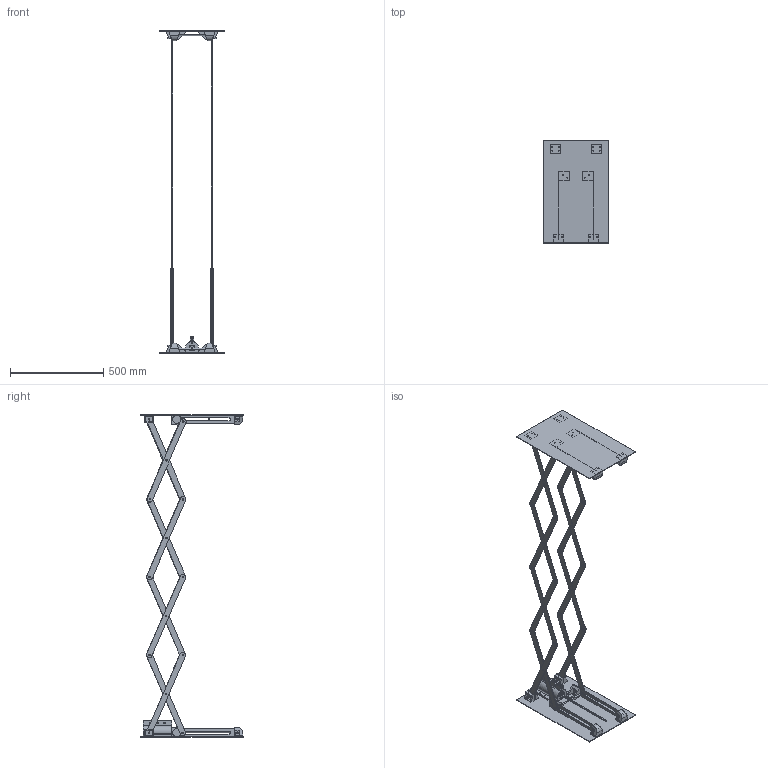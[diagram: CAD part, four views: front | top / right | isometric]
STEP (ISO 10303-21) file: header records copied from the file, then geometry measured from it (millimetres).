
FILE_DESCRIPTION(/* description */ (''),/* implementation_level */ '2;1');
FILE_NAME(/* name */ 'FINAL_SCISSOR.step',/* time_stamp */ '2025-12-06T20:29:59+05:30',/* author */ (''),/* organization */ (''),/* preprocessor_version */ 'ST-DEVELOPER v20.1',/* originating_system */ 'Autodesk Translation Framework v14.21.0.0',/* authorisation */ '');
FILE_SCHEMA (('AUTOMOTIVE_DESIGN { 1 0 10303 214 3 1 1 }'));
Length unit declared in the file: millimetre
Products named in the file (41): FINAL_SCISSOR; p1; SCISSOR_1; LINK; LINK_1; LINK_2; LINK_3; SCISSOR_1(Mirror); LINK v2(Mirror); LINK v2(Mirror)_1; LINK v2(Mirror)_2; LINK v2(Mirror)_3; SCISSOR_2; SCISSOR_2_1; SCISSOR_2_2; LINK_4; SCISSOR_2(Mirror); SCISSOR_2(Mirror)_1; SCISSOR_2(Mirror)_2; LINK v2(Mirror) (1); p1_1; m; SLOT; MOUNT2_FINAL; single_side_mount; Component3; m v1(Mirror); SLOT v1(Mirror); MOUNT2_FINAL v2(Mirror); Component3(Mirror); single_side_mount v1(Mirror); z_axis_motor_holder; motor RMCS-2081; Component1; Component2; Component3_1; Component4; Component5; Component6; Component7 ...
Assembly tree (60 placements, depth 4):
  FINAL_SCISSOR
    p1
      m
      SLOT
      MOUNT2_FINAL
      single_side_mount
      Component3
      m v1(Mirror)
      SLOT v1(Mirror)
      MOUNT2_FINAL v2(Mirror)
      Component3(Mirror)
      single_side_mount v1(Mirror)
    SCISSOR_1
      LINK
      LINK_1
      LINK_2
      LINK_3
    SCISSOR_1(Mirror)
      LINK v2(Mirror)
      LINK v2(Mirror)_1
      LINK v2(Mirror)_2
      LINK v2(Mirror)_3
    SCISSOR_2
      LINK_4  x2
    SCISSOR_2_1
      LINK_4  x2
    SCISSOR_2_2
      LINK_4  x2
    SCISSOR_2(Mirror)
      LINK v2(Mirror) (1)  x2
    SCISSOR_2(Mirror)_1
      LINK v2(Mirror) (1)  x2
    SCISSOR_2(Mirror)_2
      LINK v2(Mirror) (1)  x2
    p1_1
      m
      SLOT
      MOUNT2_FINAL
      single_side_mount
      Component3
      m v1(Mirror)
      SLOT v1(Mirror)
      MOUNT2_FINAL v2(Mirror)
      Component3(Mirror)
      single_side_mount v1(Mirror)
    z_axis_motor_holder
      motor RMCS-2081
        Component1
        Component2
        Component3_1
        Component4
        Component5
        Component6
        Component7
      Holder
Bounding box: 350 x 550 x 1735.86 mm (x, y, z)
Volume: 3450202.6 mm3; surface area: 1894013.6 mm2
Topology: 51 solids, 51 shells, 827 faces, 2114 edges, 1392 vertices
Faces by surface type: plane 456, cylinder 362, torus 5, cone 4
Full cylindrical faces by diameter (mm): 3.3 x8, 5 x24, 5.5 x8, 8 x74, 8.1 x8, 8.5 x4, 8.75 x12, 26 x1, 27 x1, 36 x1, 38.5 x1, 42 x6, 44.5 x1
Entity records: 16545 total; most frequent: CARTESIAN_POINT 2970, DIRECTION 2817, ORIENTED_EDGE 2456, EDGE_CURVE 1228, AXIS2_PLACEMENT_3D 1027, VERTEX_POINT 812, LINE 763, VECTOR 763
